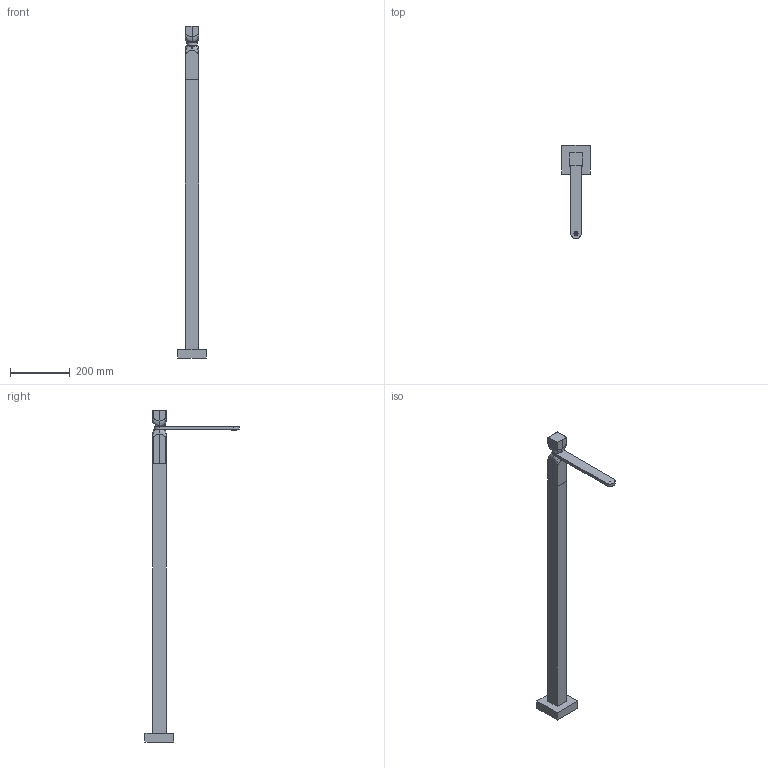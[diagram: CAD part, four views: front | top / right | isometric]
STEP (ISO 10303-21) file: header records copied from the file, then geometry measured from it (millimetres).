
FILE_DESCRIPTION(('CATIA V5 STEP Exchange','CAx-IF Rec.Pracs.--- Model Styling and Organization---1.5--- 2016-08-15','CAx-IF Rec.Pracs.---Supplemental Geometry---1.0---2011-11-01','CAx-IF Rec.Pracs.--- Composite Materials ---3.4---2017-06-13','CAx-IF Rec.Pracs.---Tessellated 3D Geometry---1.0---2015-12-17'),'2;1');
FILE_NAME('RI014514.stp','2023-01-27T07:10:21+00:00',('none'),('none'),'CATIA Version 5-6 Release 2020 SP2','CATIA V5 STEP AP242 v2','none');
FILE_SCHEMA(('AP242_MANAGED_MODEL_BASED_3D_ENGINEERING_MIM_LF {1 0 10303 442 1 1 4}'));
Length unit declared in the file: millimetre
Products named in the file (1): RI014514
Bounding box: 97 x 316 x 1115.29 mm (x, y, z)
Volume: 5451.9 mm3; surface area: 243955.7 mm2
Topology: 6 solids, 100 shells, 273 faces, 935 edges, 774 vertices
Faces by surface type: plane 107, cylinder 59, cone 40, bspline 35, extrusion 16, torus 8, sphere 4, revolution 4
Entity records: 25577 total; most frequent: CARTESIAN_POINT 18373, ORIENTED_EDGE 1375, EDGE_CURVE 929, DIRECTION 924, VERTEX_POINT 774, AXIS2_PLACEMENT_3D 399, VECTOR 381, LINE 365
